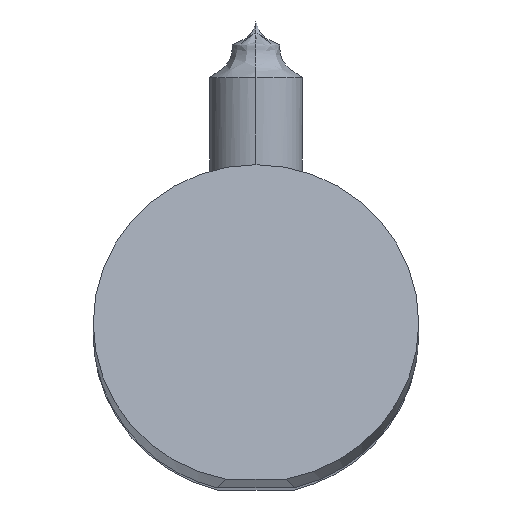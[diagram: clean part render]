
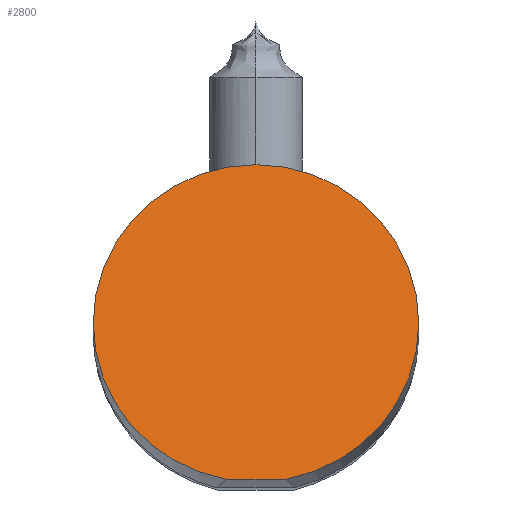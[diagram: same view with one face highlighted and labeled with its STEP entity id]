
A CAD part, top view. The second image highlights one B-rep face of the part: STEP entity #2800.
In plain terms, the highlighted planar face has unit normal (0, 0.225, 0.974).
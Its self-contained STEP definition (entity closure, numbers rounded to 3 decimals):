
#1316 = DIRECTION ( 'NONE',  ( 1., 0., 0. ) ) ;
#1317 = VECTOR ( 'NONE', #1316, 1000. ) ;
#1318 = CARTESIAN_POINT ( 'NONE',  ( 0., -10.05, 40.655 ) ) ;
#1319 = LINE ( 'NONE', #1318, #1317 ) ;
#1891 = FACE_OUTER_BOUND ( 'NONE', #2801, .T. ) ;
#1895 = AXIS2_PLACEMENT_3D ( 'NONE', #1947, #1946, #1945 ) ;
#1896 = PLANE ( 'NONE',  #1895 ) ;
#1907 = DIRECTION ( 'NONE',  ( 0., -0.225, -0.974 ) ) ;
#1908 = CARTESIAN_POINT ( 'NONE',  ( 0., 0., 38.334 ) ) ;
#1909 = AXIS2_PLACEMENT_3D ( 'NONE', #1908, #1907, #1928 ) ;
#1910 = CIRCLE ( 'NONE', #1909, 10.5 ) ;
#1928 = DIRECTION ( 'NONE',  ( -1., 0., 0. ) ) ;
#1945 = DIRECTION ( 'NONE',  ( -1., 0., 0. ) ) ;
#1946 = DIRECTION ( 'NONE',  ( 0., -0.225, -0.974 ) ) ;
#1947 = CARTESIAN_POINT ( 'NONE',  ( 0., 0., 38.334 ) ) ;
#1948 = CARTESIAN_POINT ( 'NONE',  ( 1.967, -10.05, 40.655 ) ) ;
#2245 = DIRECTION ( 'NONE',  ( -1., 0., 0. ) ) ;
#2246 = DIRECTION ( 'NONE',  ( 0., -0.225, -0.974 ) ) ;
#2247 = CARTESIAN_POINT ( 'NONE',  ( 0., 0., 38.334 ) ) ;
#2248 = AXIS2_PLACEMENT_3D ( 'NONE', #2247, #2246, #2245 ) ;
#2249 = CIRCLE ( 'NONE', #2248, 10.5 ) ;
#2251 = CARTESIAN_POINT ( 'NONE',  ( -1.967, -10.05, 40.655 ) ) ;
#2380 = CARTESIAN_POINT ( 'NONE',  ( 10.5, 0., 38.334 ) ) ;
#2510 = CARTESIAN_POINT ( 'NONE',  ( -10.5, 0., 38.334 ) ) ;
#2511 = DIRECTION ( 'NONE',  ( -1., 0., 0. ) ) ;
#2512 = DIRECTION ( 'NONE',  ( 0., -0.225, -0.974 ) ) ;
#2513 = AXIS2_PLACEMENT_3D ( 'NONE', #2519, #2512, #2511 ) ;
#2514 = CIRCLE ( 'NONE', #2513, 10.5 ) ;
#2519 = CARTESIAN_POINT ( 'NONE',  ( 0., 0., 38.334 ) ) ;
#2781 = ORIENTED_EDGE ( 'NONE', *, *, #2782, .T. ) ;
#2782 = EDGE_CURVE ( 'NONE', #2847, #2804, #1319, .T. ) ;
#2783 = ORIENTED_EDGE ( 'NONE', *, *, #2937, .F. ) ;
#2784 = ORIENTED_EDGE ( 'NONE', *, *, #2806, .F. ) ;
#2800 = ADVANCED_FACE ( 'NONE', ( #1891 ), #1896, .F. ) ;
#2801 = EDGE_LOOP ( 'NONE', ( #2849, #2781, #2783, #2784 ) ) ;
#2804 = VERTEX_POINT ( 'NONE', #1948 ) ;
#2806 = EDGE_CURVE ( 'NONE', #2940, #2856, #1910, .T. ) ;
#2847 = VERTEX_POINT ( 'NONE', #2251 ) ;
#2849 = ORIENTED_EDGE ( 'NONE', *, *, #2851, .F. ) ;
#2851 = EDGE_CURVE ( 'NONE', #2847, #2940, #2249, .T. ) ;
#2856 = VERTEX_POINT ( 'NONE', #2380 ) ;
#2937 = EDGE_CURVE ( 'NONE', #2856, #2804, #2514, .T. ) ;
#2940 = VERTEX_POINT ( 'NONE', #2510 ) ;
